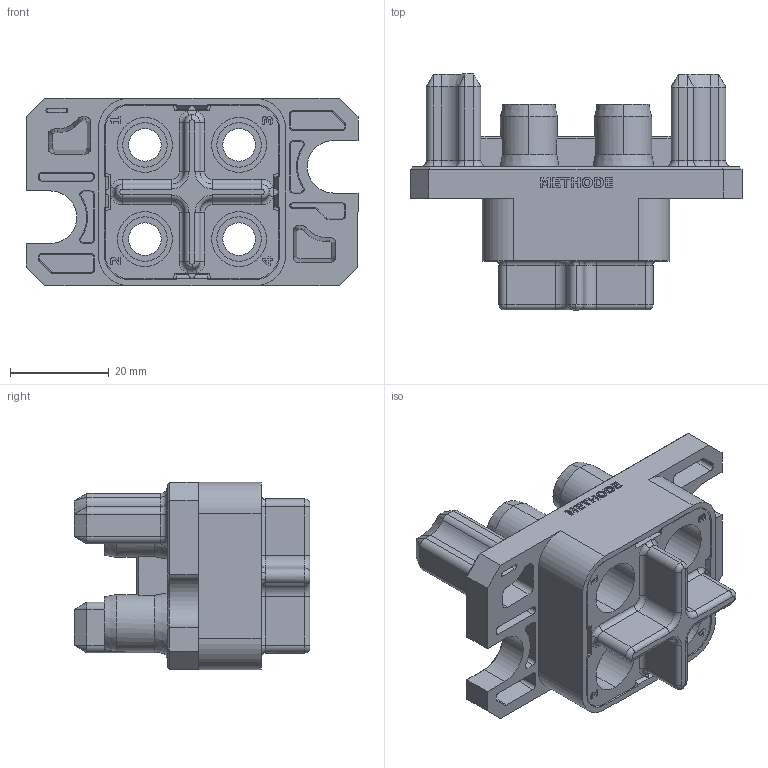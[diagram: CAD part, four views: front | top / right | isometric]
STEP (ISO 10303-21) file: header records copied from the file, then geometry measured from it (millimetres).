
FILE_DESCRIPTION (( 'STEP AP203' ), '1' );
FILE_NAME ('6315-06649-01100-RM_COPY.STEP', '2019-07-24T21:28:56', ( '' ), ( '' ), 'SwSTEP 2.0', 'SolidWorks 2018', '' );
FILE_SCHEMA (( 'CONFIG_CONTROL_DESIGN' ));
Length unit declared in the file: millimetre
Products named in the file (3): 6315-06649-01100-RM_COPY; 6211-06652-02500-RM_COPY_Insulator; 6211-06653-02500-RM_COPY_Insulator Insert
Assembly tree (2 placements, depth 2):
  6315-06649-01100-RM_COPY
    6211-06652-02500-RM_COPY_Insulator
    6211-06653-02500-RM_COPY_Insulator Insert
Bounding box: 67.2 x 47.72 x 38 mm (x, y, z)
Volume: 26795.8 mm3; surface area: 26042.6 mm2
Topology: 2 solids, 2 shells, 998 faces, 2652 edges, 1723 vertices
Faces by surface type: plane 532, bspline 173, cylinder 148, cone 111, torus 34
Entity records: 38127 total; most frequent: CARTESIAN_POINT 13947, ORIENTED_EDGE 5304, DIRECTION 4397, EDGE_CURVE 2652, VERTEX_POINT 1723, LINE 1711, VECTOR 1711, AXIS2_PLACEMENT_3D 1343
